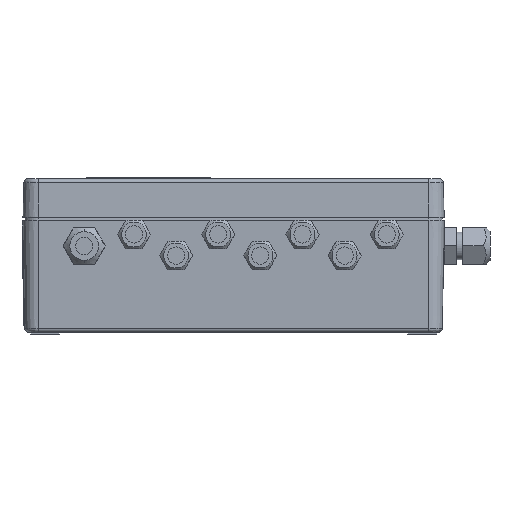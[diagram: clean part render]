
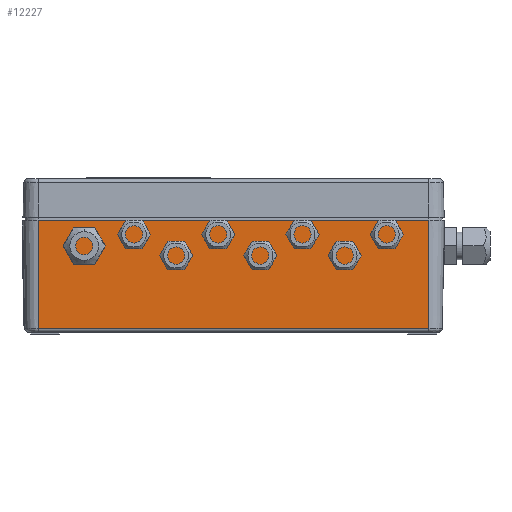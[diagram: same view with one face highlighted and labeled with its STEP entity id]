
A CAD part, front view. The second image highlights one B-rep face of the part: STEP entity #12227.
In plain terms, the highlighted planar face has unit normal (0, -1, -0.017).
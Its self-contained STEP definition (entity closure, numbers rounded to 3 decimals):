
#68 = EDGE_CURVE ( 'NONE', #14799, #24979, #24868, .T. ) ;
#349 = CARTESIAN_POINT ( 'NONE',  ( -102., -60., 58.5 ) ) ;
#1940 = ORIENTED_EDGE ( 'NONE', *, *, #10775, .F. ) ;
#2321 = AXIS2_PLACEMENT_3D ( 'NONE', #17810, #5487, #19885 ) ;
#4036 = CARTESIAN_POINT ( 'NONE',  ( -102., -60., 58.5 ) ) ;
#4072 = DIRECTION ( 'NONE',  ( 1., 0., 0. ) ) ;
#5487 = DIRECTION ( 'NONE',  ( 0., 1., 0.017 ) ) ;
#5968 = LINE ( 'NONE', #24488, #11455 ) ;
#8139 = VECTOR ( 'NONE', #14760, 1000. ) ;
#8805 = CARTESIAN_POINT ( 'NONE',  ( 102., -60., 58.5 ) ) ;
#9073 = VECTOR ( 'NONE', #4072, 1000. ) ;
#9209 = EDGE_LOOP ( 'NONE', ( #13788, #1940, #16239, #17515 ) ) ;
#9513 = PLANE ( 'NONE',  #2321 ) ;
#9805 = VERTEX_POINT ( 'NONE', #18165 ) ;
#10775 = EDGE_CURVE ( 'NONE', #24979, #9805, #5968, .T. ) ;
#11075 = EDGE_CURVE ( 'NONE', #9805, #22881, #17221, .T. ) ;
#11455 = VECTOR ( 'NONE', #26583, 1000. ) ;
#12227 = ADVANCED_FACE ( 'NONE', ( #15459 ), #9513, .F. ) ;
#13646 = CARTESIAN_POINT ( 'NONE',  ( -102., -59.034, 1.966 ) ) ;
#13788 = ORIENTED_EDGE ( 'NONE', *, *, #11075, .F. ) ;
#14760 = DIRECTION ( 'NONE',  ( 0., -0.017, 1. ) ) ;
#14799 = VERTEX_POINT ( 'NONE', #4036 ) ;
#15459 = FACE_OUTER_BOUND ( 'NONE', #9209, .T. ) ;
#15908 = CARTESIAN_POINT ( 'NONE',  ( 102., -60., 58.5 ) ) ;
#16239 = ORIENTED_EDGE ( 'NONE', *, *, #68, .F. ) ;
#17221 = LINE ( 'NONE', #20138, #17855 ) ;
#17515 = ORIENTED_EDGE ( 'NONE', *, *, #26131, .F. ) ;
#17810 = CARTESIAN_POINT ( 'NONE',  ( 102., -60., 58.5 ) ) ;
#17855 = VECTOR ( 'NONE', #26364, 1000. ) ;
#18165 = CARTESIAN_POINT ( 'NONE',  ( 102., -59.034, 1.966 ) ) ;
#19885 = DIRECTION ( 'NONE',  ( 0., -0.017, 1. ) ) ;
#20138 = CARTESIAN_POINT ( 'NONE',  ( 102., -59.034, 1.966 ) ) ;
#22881 = VERTEX_POINT ( 'NONE', #13646 ) ;
#23939 = LINE ( 'NONE', #349, #8139 ) ;
#24488 = CARTESIAN_POINT ( 'NONE',  ( 102., -59.034, 1.966 ) ) ;
#24868 = LINE ( 'NONE', #8805, #9073 ) ;
#24979 = VERTEX_POINT ( 'NONE', #15908 ) ;
#26131 = EDGE_CURVE ( 'NONE', #22881, #14799, #23939, .T. ) ;
#26364 = DIRECTION ( 'NONE',  ( -1., 0., 0. ) ) ;
#26583 = DIRECTION ( 'NONE',  ( 0., 0.017, -1. ) ) ;
